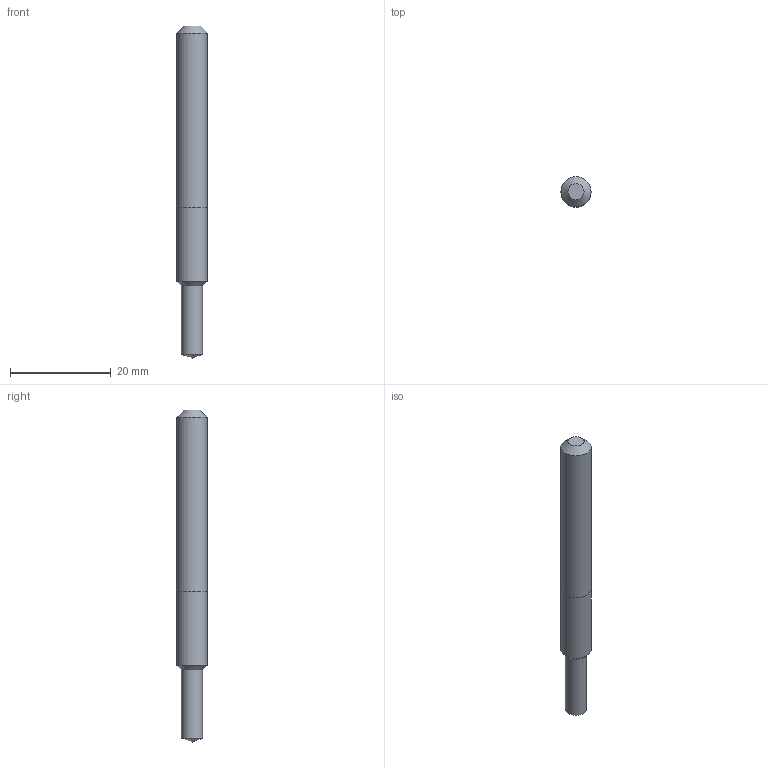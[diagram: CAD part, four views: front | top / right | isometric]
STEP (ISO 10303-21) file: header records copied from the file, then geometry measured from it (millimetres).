
FILE_DESCRIPTION(/* description */ (''),/* implementation_level */ '2;1');
FILE_NAME(/* name */ 'SD203A-C45-4.2-13.6-6R5.stp',/* time_stamp */ '2017-12-20T17:09:27+06:00',/* author */ (''),/* organization */ (''),/* preprocessor_version */ 'ST-DEVELOPER v16',/* originating_system */ 'SIEMENS PLM Software NX 11.0',/* authorisation */ '');
FILE_SCHEMA (('AUTOMOTIVE_DESIGN { 1 0 10303 214 3 1 1 1 }'));
Length unit declared in the file: millimetre
Products named in the file (1): SD203A-C45-4.2-13.6-6R5
Bounding box: 6 x 6 x 66 mm (x, y, z)
Volume: 1629.4 mm3; surface area: 1265.4 mm2
Topology: 3 solids, 3 shells, 11 faces, 16 edges, 10 vertices
Faces by surface type: plane 5, cylinder 3, cone 3
Full cylindrical faces by diameter (mm): 4.2 x1, 6 x2
Entity records: 270 total; most frequent: DIRECTION 46, CARTESIAN_POINT 32, AXIS2_PLACEMENT_3D 23, EDGE_LOOP 16, ORIENTED_EDGE 16, FACE_BOUND 12, ADVANCED_FACE 11, VERTEX_POINT 9
